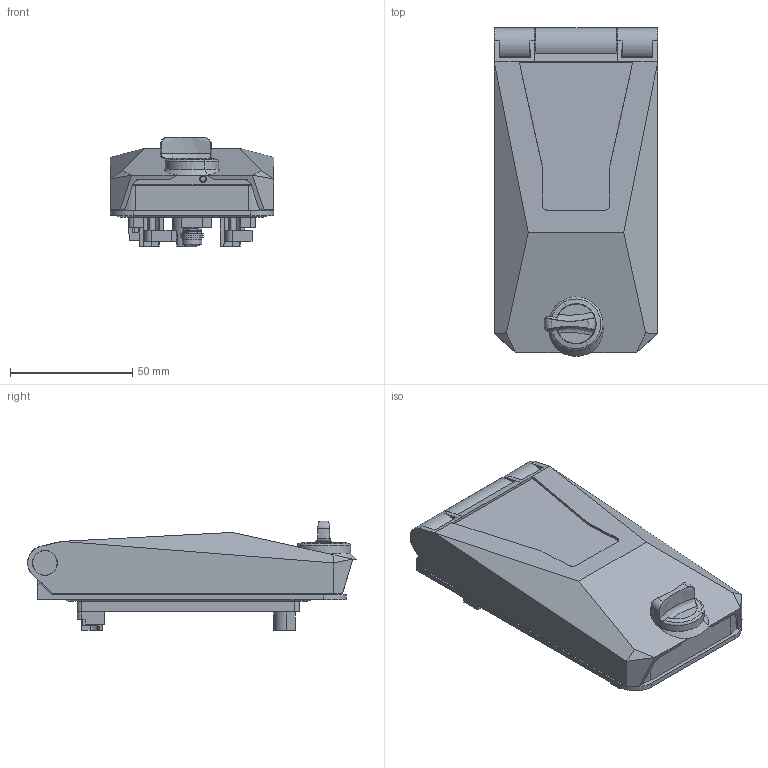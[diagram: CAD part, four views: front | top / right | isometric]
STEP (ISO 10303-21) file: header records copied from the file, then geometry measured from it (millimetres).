
FILE_DESCRIPTION(('CATIA V5 STEP Exchange','CAx-IF Rec.Pracs.--- Model Styling and Organization---1.4--- 2014-01-23'),'2;1');
FILE_NAME ('013586-2_1_1450510000_1450510000.stp','2019-10-22T12:23:11+00:00',('none'),('Weidmueller'),'CATIA Version 5-6 Release 2016 SP3 HF44','CATIA V5 STEP AP214','none');
FILE_SCHEMA(('AUTOMOTIVE_DESIGN { 1 0 10303 214 1 1 1 1 }'));
Length unit declared in the file: millimetre
Products named in the file (1): 1450510000
Bounding box: 66.9 x 134.14 x 44.68 mm (x, y, z)
Volume: 96648.3 mm3; surface area: 67239.9 mm2
Topology: 19 solids, 19 shells, 856 faces, 2275 edges, 1459 vertices
Faces by surface type: plane 465, cylinder 196, cone 103, torus 44, bspline 22, sphere 16, extrusion 10
Entity records: 27410 total; most frequent: CARTESIAN_POINT 7889, ORIENTED_EDGE 4534, DIRECTION 3086, EDGE_CURVE 2267, VERTEX_POINT 1460, AXIS2_PLACEMENT_3D 1217, VECTOR 1199, LINE 1189
